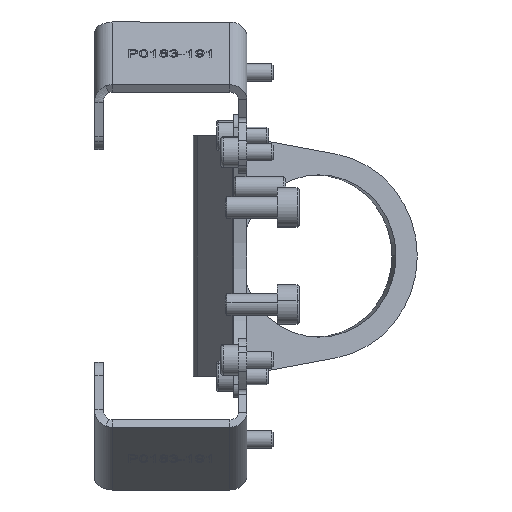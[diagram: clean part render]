
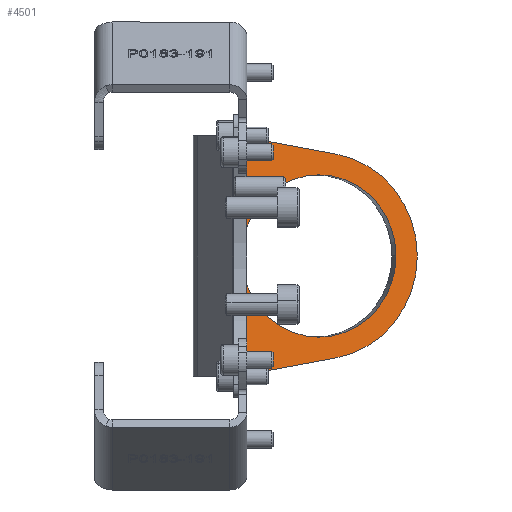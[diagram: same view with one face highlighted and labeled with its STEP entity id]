
A CAD part, front view. The second image highlights one B-rep face of the part: STEP entity #4501.
In plain terms, the highlighted planar face has unit normal (0.309, -0.951, 0).
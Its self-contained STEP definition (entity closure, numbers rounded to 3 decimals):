
#143 = DIRECTION ( 'NONE',  ( -0.951, -0.309, 0. ) ) ;
#440 = DIRECTION ( 'NONE',  ( -0.309, 0.951, 0. ) ) ;
#2097 = ORIENTED_EDGE ( 'NONE', *, *, #24859, .T. ) ;
#2109 = CARTESIAN_POINT ( 'NONE',  ( -5.212, 74.858, 2.36 ) ) ;
#2217 = DIRECTION ( 'NONE',  ( 0., 0., -1. ) ) ;
#2441 = DIRECTION ( 'NONE',  ( -0.951, -0.309, 0. ) ) ;
#3325 = DIRECTION ( 'NONE',  ( 0.309, -0.951, 0. ) ) ;
#3670 = LINE ( 'NONE', #28286, #24061 ) ;
#3832 = CARTESIAN_POINT ( 'NONE',  ( 16.015, 81.755, 0. ) ) ;
#4059 = ORIENTED_EDGE ( 'NONE', *, *, #21652, .T. ) ;
#4501 = ADVANCED_FACE ( 'NONE', ( #30221, #5585 ), #22920, .F. ) ;
#4696 = AXIS2_PLACEMENT_3D ( 'NONE', #9550, #21541, #26823 ) ;
#4780 = AXIS2_PLACEMENT_3D ( 'NONE', #3832, #23576, #26322 ) ;
#4782 = DIRECTION ( 'NONE',  ( 0.951, 0.309, 0. ) ) ;
#5233 = VERTEX_POINT ( 'NONE', #17285 ) ;
#5388 = LINE ( 'NONE', #12723, #16086 ) ;
#5585 = FACE_OUTER_BOUND ( 'NONE', #6811, .T. ) ;
#5600 = CARTESIAN_POINT ( 'NONE',  ( 19.945, 83.032, -23.438 ) ) ;
#5687 = VERTEX_POINT ( 'NONE', #31814 ) ;
#5776 = VERTEX_POINT ( 'NONE', #30590 ) ;
#6206 = AXIS2_PLACEMENT_3D ( 'NONE', #20813, #25324, #17907 ) ;
#6372 = DIRECTION ( 'NONE',  ( -0.951, -0.309, 0. ) ) ;
#6811 = EDGE_LOOP ( 'NONE', ( #28729, #7831, #11148, #30193, #6892, #31691, #4059, #29866 ) ) ;
#6892 = ORIENTED_EDGE ( 'NONE', *, *, #26126, .T. ) ;
#7403 = CARTESIAN_POINT ( 'NONE',  ( 33.752, 87.518, 0. ) ) ;
#7831 = ORIENTED_EDGE ( 'NONE', *, *, #26808, .T. ) ;
#7879 = CIRCLE ( 'NONE', #11005, 30. ) ;
#8463 = EDGE_CURVE ( 'NONE', #25393, #10708, #12436, .T. ) ;
#8881 = DIRECTION ( 'NONE',  ( 0.937, 0.304, 0.174 ) ) ;
#9425 = VECTOR ( 'NONE', #143, 1000. ) ;
#9550 = CARTESIAN_POINT ( 'NONE',  ( 16.015, 81.755, 0. ) ) ;
#9671 = CARTESIAN_POINT ( 'NONE',  ( -16.83, 71.083, 30.256 ) ) ;
#9854 = LINE ( 'NONE', #15155, #9425 ) ;
#10480 = AXIS2_PLACEMENT_3D ( 'NONE', #23522, #440, #6372 ) ;
#10708 = VERTEX_POINT ( 'NONE', #30772 ) ;
#11005 = AXIS2_PLACEMENT_3D ( 'NONE', #2109, #24615, #2441 ) ;
#11148 = ORIENTED_EDGE ( 'NONE', *, *, #15502, .T. ) ;
#11505 = VECTOR ( 'NONE', #2217, 1000. ) ;
#11545 = CARTESIAN_POINT ( 'NONE',  ( -5.212, 74.858, -27.64 ) ) ;
#12436 = LINE ( 'NONE', #27137, #11505 ) ;
#12723 = CARTESIAN_POINT ( 'NONE',  ( -14.86, 71.723, -27.64 ) ) ;
#13890 = VERTEX_POINT ( 'NONE', #5600 ) ;
#13894 = LINE ( 'NONE', #9671, #15715 ) ;
#14540 = VERTEX_POINT ( 'NONE', #29302 ) ;
#15092 = CIRCLE ( 'NONE', #4780, 18.65 ) ;
#15155 = CARTESIAN_POINT ( 'NONE',  ( -14.86, 71.723, 27.64 ) ) ;
#15462 = DIRECTION ( 'NONE',  ( -0.951, -0.309, 0. ) ) ;
#15502 = EDGE_CURVE ( 'NONE', #14540, #25393, #9854, .T. ) ;
#15715 = VECTOR ( 'NONE', #29245, 1000. ) ;
#15791 = EDGE_CURVE ( 'NONE', #26682, #5776, #15092, .T. ) ;
#16086 = VECTOR ( 'NONE', #4782, 1000. ) ;
#17285 = CARTESIAN_POINT ( 'NONE',  ( -0.258, 76.467, -27.184 ) ) ;
#17907 = DIRECTION ( 'NONE',  ( -0.951, -0.309, 0. ) ) ;
#18266 = VERTEX_POINT ( 'NONE', #11545 ) ;
#20466 = EDGE_LOOP ( 'NONE', ( #2097, #30740 ) ) ;
#20813 = CARTESIAN_POINT ( 'NONE',  ( 16.015, 81.755, 0. ) ) ;
#21541 = DIRECTION ( 'NONE',  ( 0.309, -0.951, 0. ) ) ;
#21652 = EDGE_CURVE ( 'NONE', #5233, #13890, #3670, .T. ) ;
#22920 = PLANE ( 'NONE',  #10480 ) ;
#23350 = AXIS2_PLACEMENT_3D ( 'NONE', #25484, #3325, #15462 ) ;
#23522 = CARTESIAN_POINT ( 'NONE',  ( -14.86, 71.723, 42. ) ) ;
#23576 = DIRECTION ( 'NONE',  ( -0.309, 0.951, 0. ) ) ;
#24061 = VECTOR ( 'NONE', #8881, 1000. ) ;
#24329 = CIRCLE ( 'NONE', #4696, 23.8 ) ;
#24383 = CIRCLE ( 'NONE', #23350, 30. ) ;
#24615 = DIRECTION ( 'NONE',  ( 0.309, -0.951, 0. ) ) ;
#24859 = EDGE_CURVE ( 'NONE', #5776, #26682, #30978, .T. ) ;
#25324 = DIRECTION ( 'NONE',  ( -0.309, 0.951, 0. ) ) ;
#25393 = VERTEX_POINT ( 'NONE', #29573 ) ;
#25484 = CARTESIAN_POINT ( 'NONE',  ( -5.212, 74.858, -2.36 ) ) ;
#25899 = EDGE_CURVE ( 'NONE', #13890, #29880, #24329, .T. ) ;
#26126 = EDGE_CURVE ( 'NONE', #10708, #18266, #5388, .T. ) ;
#26322 = DIRECTION ( 'NONE',  ( -0.951, -0.309, 0. ) ) ;
#26682 = VERTEX_POINT ( 'NONE', #7403 ) ;
#26808 = EDGE_CURVE ( 'NONE', #5687, #14540, #24383, .T. ) ;
#26823 = DIRECTION ( 'NONE',  ( -0.951, -0.309, 0. ) ) ;
#27137 = CARTESIAN_POINT ( 'NONE',  ( -8.434, 73.811, 42. ) ) ;
#28286 = CARTESIAN_POINT ( 'NONE',  ( -3.168, 75.522, -27.724 ) ) ;
#28729 = ORIENTED_EDGE ( 'NONE', *, *, #31417, .T. ) ;
#28988 = EDGE_CURVE ( 'NONE', #18266, #5233, #7879, .T. ) ;
#29245 = DIRECTION ( 'NONE',  ( -0.937, -0.304, 0.174 ) ) ;
#29302 = CARTESIAN_POINT ( 'NONE',  ( -5.212, 74.858, 27.64 ) ) ;
#29573 = CARTESIAN_POINT ( 'NONE',  ( -8.434, 73.811, 27.64 ) ) ;
#29866 = ORIENTED_EDGE ( 'NONE', *, *, #25899, .T. ) ;
#29880 = VERTEX_POINT ( 'NONE', #31112 ) ;
#30193 = ORIENTED_EDGE ( 'NONE', *, *, #8463, .T. ) ;
#30221 = FACE_BOUND ( 'NONE', #20466, .T. ) ;
#30590 = CARTESIAN_POINT ( 'NONE',  ( -1.723, 75.992, 0. ) ) ;
#30740 = ORIENTED_EDGE ( 'NONE', *, *, #15791, .T. ) ;
#30772 = CARTESIAN_POINT ( 'NONE',  ( -8.434, 73.811, -27.64 ) ) ;
#30978 = CIRCLE ( 'NONE', #6206, 18.65 ) ;
#31112 = CARTESIAN_POINT ( 'NONE',  ( 19.945, 83.032, 23.438 ) ) ;
#31417 = EDGE_CURVE ( 'NONE', #29880, #5687, #13894, .T. ) ;
#31691 = ORIENTED_EDGE ( 'NONE', *, *, #28988, .T. ) ;
#31814 = CARTESIAN_POINT ( 'NONE',  ( -0.258, 76.467, 27.184 ) ) ;
